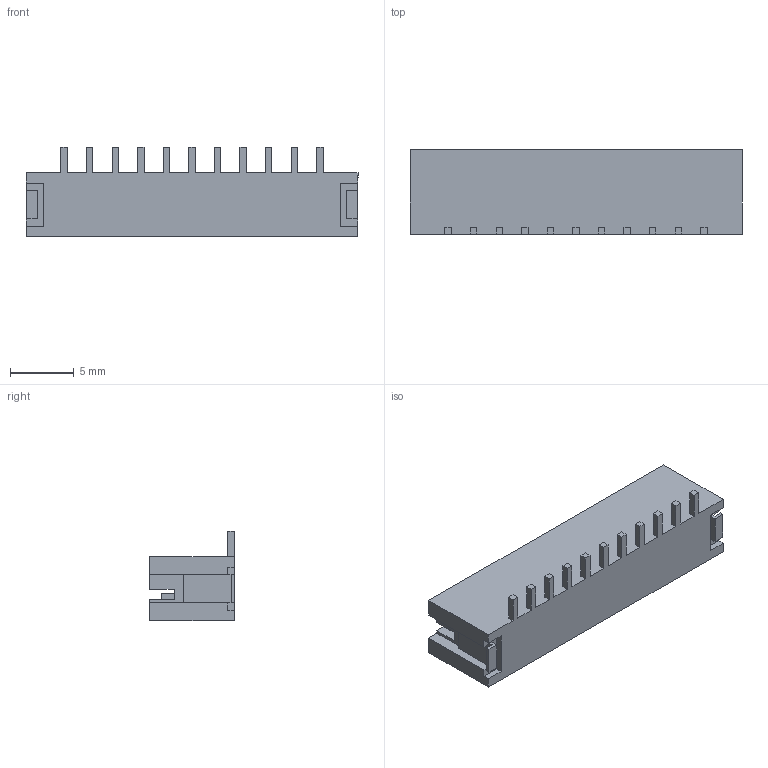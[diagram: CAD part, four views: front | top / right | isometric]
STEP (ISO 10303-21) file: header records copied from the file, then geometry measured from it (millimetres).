
FILE_DESCRIPTION (( 'STEP AP214' ), '1' );
FILE_NAME ('B11B-PH-SM4.STEP', '2010-06-14T04:34:59', ( ' ' ), ( ' ' ), 'SwSTEP 2.0', 'SolidWorks 2005235', '' );
FILE_SCHEMA (( 'AUTOMOTIVE_DESIGN' ));
Length unit declared in the file: millimetre
Products named in the file (1): B11B-PH-SM4
Bounding box: 25.95 x 6.6 x 7 mm (x, y, z)
Volume: 419.2 mm3; surface area: 911.8 mm2
Topology: 1 solids, 1 shells, 157 faces, 426 edges, 282 vertices
Faces by surface type: plane 157
Entity records: 6582 total; most frequent: CARTESIAN_POINT 866, ORIENTED_EDGE 852, DIRECTION 742, EDGE_CURVE 426, VECTOR 426, LINE 426, VERTEX_POINT 282, EDGE_LOOP 168
